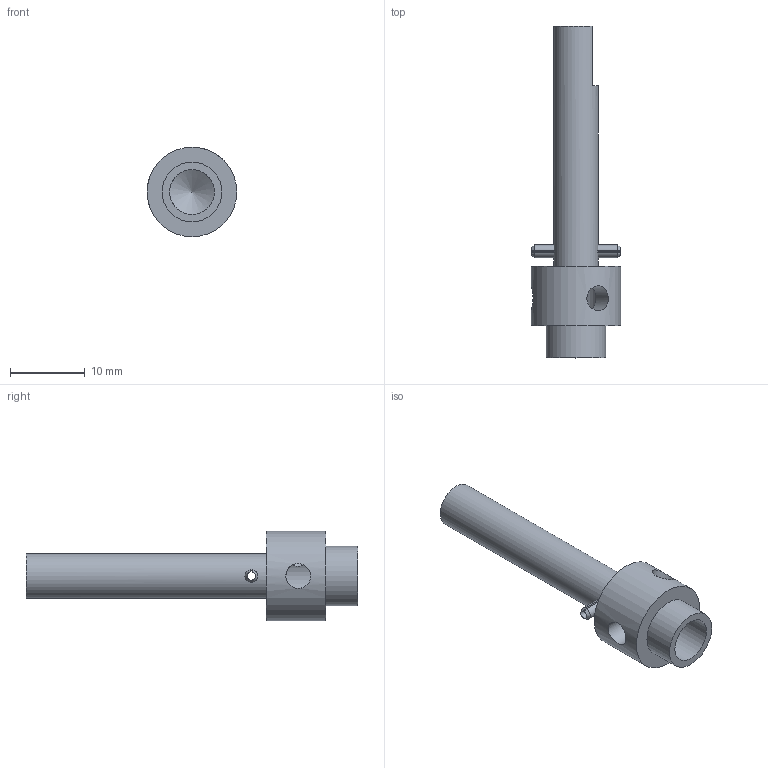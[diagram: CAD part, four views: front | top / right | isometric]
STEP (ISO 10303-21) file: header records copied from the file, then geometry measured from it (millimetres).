
FILE_DESCRIPTION(/* description */ (''),/* implementation_level */ '2;1');
FILE_NAME(/* name */ 'Volume Shaft v3.stp',/* time_stamp */ '2022-11-18T21:34:17-08:00',/* author */ ('cbliss'),/* organization */ (''),/* preprocessor_version */ 'ST-DEVELOPER v17.2',/* originating_system */ 'Autodesk Inventor 2019',/* authorisation */ '');
FILE_SCHEMA (('AUTOMOTIVE_DESIGN { 1 0 10303 214 3 1 1 }'));
Length unit declared in the file: millimetre
Products named in the file (3): Volume Shaft v3; 91611A085; Volume Shaft v3_1
Assembly tree (2 placements, depth 2):
  Volume Shaft v3
    91611A085
    Volume Shaft v3_1
Bounding box: 12 x 44.5 x 12 mm (x, y, z)
Volume: 1664.1 mm3; surface area: 1593.3 mm2
Topology: 2 solids, 2 shells, 20 faces, 52 edges, 35 vertices
Faces by surface type: cylinder 9, plane 8, cone 3
Full cylindrical faces by diameter (mm): 1.5 x1, 3.332 x2, 6 x2, 8 x1, 12 x1
Entity records: 931 total; most frequent: CARTESIAN_POINT 322, ORIENTED_EDGE 102, DIRECTION 101, EDGE_CURVE 51, AXIS2_PLACEMENT_3D 39, VERTEX_POINT 35, EDGE_LOOP 26, LINE 23
